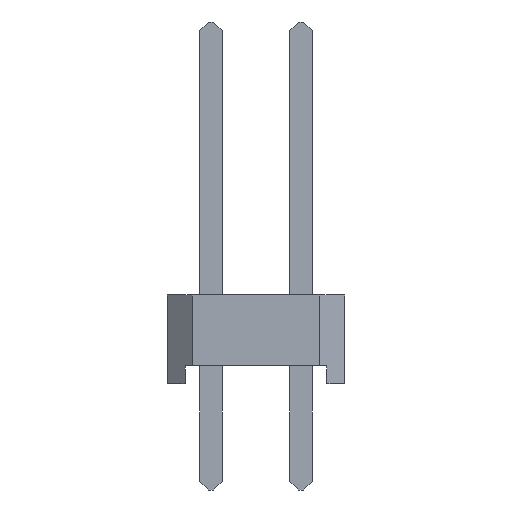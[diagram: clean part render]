
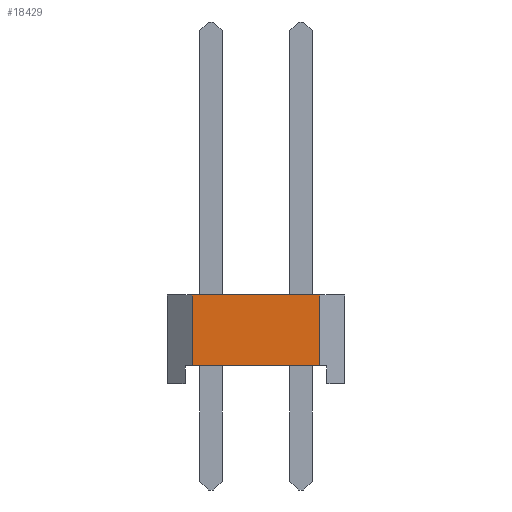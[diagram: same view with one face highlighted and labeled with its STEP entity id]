
A CAD part, left-side view. The second image highlights one B-rep face of the part: STEP entity #18429.
In plain terms, the highlighted planar face has unit normal (-1, 0, 0).
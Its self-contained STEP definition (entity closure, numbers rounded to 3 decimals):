
#522=FACE_OUTER_BOUND('',#1561,.T.);
#1561=EDGE_LOOP('',(#12538,#12539,#12540,#12541));
#2580=LINE('',#25132,#4943);
#2805=LINE('',#25583,#5168);
#3326=LINE('',#26590,#5689);
#3327=LINE('',#26591,#5690);
#4943=VECTOR('',#20483,1.);
#5168=VECTOR('',#20710,1.);
#5689=VECTOR('',#21449,1.);
#5690=VECTOR('',#21450,1.);
#7383=VERTEX_POINT('',#25129);
#7384=VERTEX_POINT('',#25131);
#7608=VERTEX_POINT('',#25580);
#7609=VERTEX_POINT('',#25582);
#9090=EDGE_CURVE('',#7383,#7384,#2580,.T.);
#9315=EDGE_CURVE('',#7608,#7609,#2805,.T.);
#9836=EDGE_CURVE('',#7609,#7383,#3326,.T.);
#9837=EDGE_CURVE('',#7608,#7384,#3327,.T.);
#12538=ORIENTED_EDGE('',*,*,#9836,.F.);
#12539=ORIENTED_EDGE('',*,*,#9315,.F.);
#12540=ORIENTED_EDGE('',*,*,#9837,.T.);
#12541=ORIENTED_EDGE('',*,*,#9090,.F.);
#16626=PLANE('',#19438);
#18429=ADVANCED_FACE('',(#522),#16626,.F.);
#19438=AXIS2_PLACEMENT_3D('',#26589,#21447,#21448);
#20483=DIRECTION('',(0.,-1.,0.));
#20710=DIRECTION('',(0.,1.,0.));
#21447=DIRECTION('center_axis',(1.,0.,0.));
#21448=DIRECTION('ref_axis',(0.,0.,-1.));
#21449=DIRECTION('',(0.,0.,1.));
#21450=DIRECTION('',(0.,0.,1.));
#25129=CARTESIAN_POINT('',(-24.13,1.8,2.5));
#25131=CARTESIAN_POINT('',(-24.13,-1.8,2.5));
#25132=CARTESIAN_POINT('',(-24.13,2.5,2.5));
#25580=CARTESIAN_POINT('',(-24.13,-1.8,0.5));
#25582=CARTESIAN_POINT('',(-24.13,1.8,0.5));
#25583=CARTESIAN_POINT('',(-24.13,2.,0.5));
#26589=CARTESIAN_POINT('Origin',(-24.13,2.5,2.5));
#26590=CARTESIAN_POINT('',(-24.13,1.8,-0.04));
#26591=CARTESIAN_POINT('',(-24.13,-1.8,-0.04));
